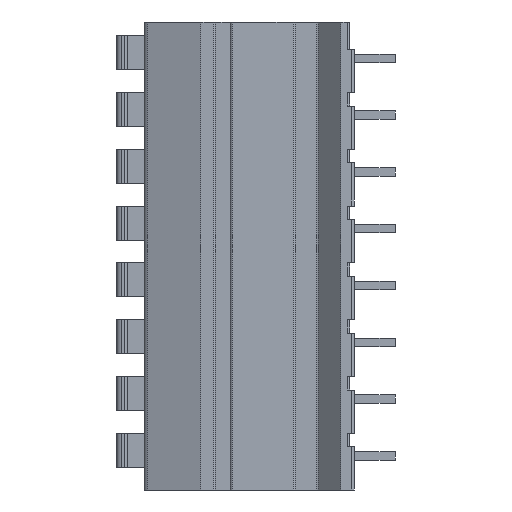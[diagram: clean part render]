
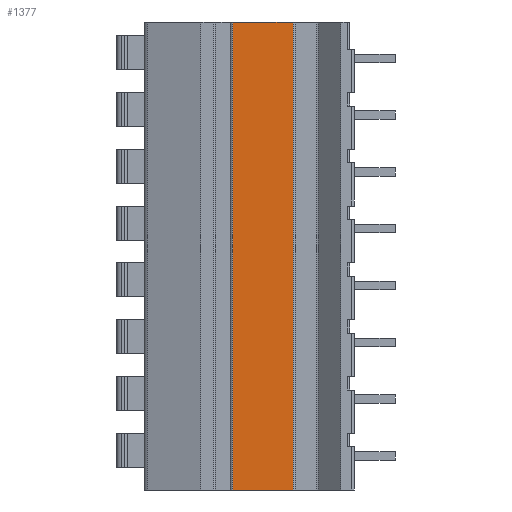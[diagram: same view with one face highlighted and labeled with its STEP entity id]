
A CAD part, left-side view. The second image highlights one B-rep face of the part: STEP entity #1377.
In plain terms, the highlighted planar face has unit normal (-1, 0, 0).
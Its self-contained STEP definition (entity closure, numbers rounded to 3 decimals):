
#1377 = ADVANCED_FACE( '', ( #2991 ), #2992, .F. );
#2991 = FACE_OUTER_BOUND( '', #4839, .T. );
#2992 = PLANE( '', #4840 );
#4839 = EDGE_LOOP( '', ( #9097, #9098, #9099, #9100 ) );
#4840 = AXIS2_PLACEMENT_3D( '', #9101, #9102, #9103 );
#9097 = ORIENTED_EDGE( '', *, *, #12495, .T. );
#9098 = ORIENTED_EDGE( '', *, *, #13089, .F. );
#9099 = ORIENTED_EDGE( '', *, *, #13090, .F. );
#9100 = ORIENTED_EDGE( '', *, *, #12458, .T. );
#9101 = CARTESIAN_POINT( '', ( -17., 10.3, 40. ) );
#9102 = DIRECTION( '', ( 1., 0., 0. ) );
#9103 = DIRECTION( '', ( 0., 0., -1. ) );
#12458 = EDGE_CURVE( '', #15525, #15523, #15526, .T. );
#12495 = EDGE_CURVE( '', #15523, #15577, #15579, .T. );
#13089 = EDGE_CURVE( '', #16399, #15577, #16400, .T. );
#13090 = EDGE_CURVE( '', #15525, #16399, #16401, .T. );
#15523 = VERTEX_POINT( '', #19712 );
#15525 = VERTEX_POINT( '', #19714 );
#15526 = LINE( '', #19715, #19716 );
#15577 = VERTEX_POINT( '', #19788 );
#15579 = LINE( '', #19790, #19791 );
#16399 = VERTEX_POINT( '', #20993 );
#16400 = LINE( '', #20994, #20995 );
#16401 = LINE( '', #20996, #20997 );
#19712 = CARTESIAN_POINT( '', ( -17., 10.3, 0. ) );
#19714 = CARTESIAN_POINT( '', ( -17., 10.3, 41.2 ) );
#19715 = CARTESIAN_POINT( '', ( -17., 10.3, 40. ) );
#19716 = VECTOR( '', #23064, 1000. );
#19788 = CARTESIAN_POINT( '', ( -17., 4.983, 0. ) );
#19790 = CARTESIAN_POINT( '', ( -17., 10.3, 0. ) );
#19791 = VECTOR( '', #23107, 1000. );
#20993 = CARTESIAN_POINT( '', ( -17., 4.983, 41.2 ) );
#20994 = CARTESIAN_POINT( '', ( -17., 4.983, 40. ) );
#20995 = VECTOR( '', #23679, 1000. );
#20996 = CARTESIAN_POINT( '', ( -17., 10.3, 41.2 ) );
#20997 = VECTOR( '', #23680, 1000. );
#23064 = DIRECTION( '', ( 0., 0., -1. ) );
#23107 = DIRECTION( '', ( 0., -1., 0. ) );
#23679 = DIRECTION( '', ( 0., 0., -1. ) );
#23680 = DIRECTION( '', ( 0., -1., 0. ) );
